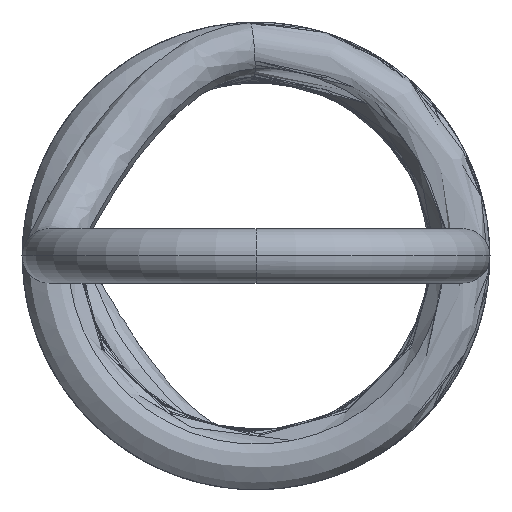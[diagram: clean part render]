
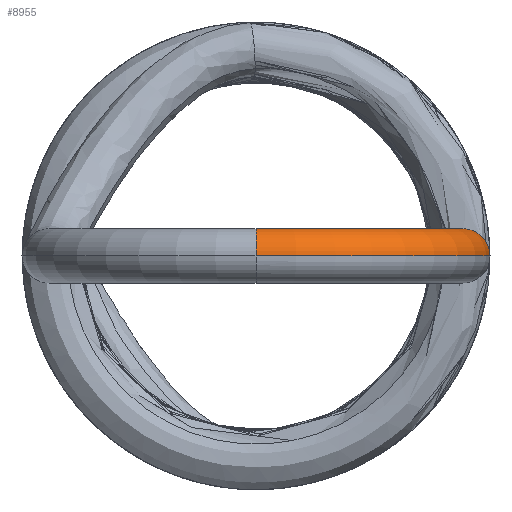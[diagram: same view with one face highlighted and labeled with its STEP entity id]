
A CAD part, left-side view. The second image highlights one B-rep face of the part: STEP entity #8955.
In plain terms, the highlighted toroidal (fillet/blend) face has major radius 2.807 mm and minor radius 0.368 mm.
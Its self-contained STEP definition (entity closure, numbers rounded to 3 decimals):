
#24 = CARTESIAN_POINT ( 'NONE',  ( -15.877, -0.051, 0.039 ) ) ;
#586 = CARTESIAN_POINT ( 'NONE',  ( -15.875, -0.051, 0. ) ) ;
#758 = VERTEX_POINT ( 'NONE', #586 ) ;
#1335 = ORIENTED_EDGE ( 'NONE', *, *, #8561, .F. ) ;
#1739 = VERTEX_POINT ( 'NONE', #24 ) ;
#2249 = AXIS2_PLACEMENT_3D ( 'NONE', #9213, #11637, #12949 ) ;
#2327 = CARTESIAN_POINT ( 'NONE',  ( -16.575, -0.049, 0.186 ) ) ;
#2693 = CIRCLE ( 'NONE', #3932, 0.368 ) ;
#2903 = VERTEX_POINT ( 'NONE', #7838 ) ;
#3481 = CARTESIAN_POINT ( 'NONE',  ( -16.17, -0.05, 0.373 ) ) ;
#3645 = CARTESIAN_POINT ( 'NONE',  ( -16.447, -0.049, 0.321 ) ) ;
#3840 = DIRECTION ( 'NONE',  ( 1., 0., 0. ) ) ;
#3932 = AXIS2_PLACEMENT_3D ( 'NONE', #14026, #5170, #13919 ) ;
#4886 = VERTEX_POINT ( 'NONE', #9523 ) ;
#5170 = DIRECTION ( 'NONE',  ( 0., 1., 0. ) ) ;
#5335 = DIRECTION ( 'NONE',  ( 0., 0., 1. ) ) ;
#5392 = EDGE_CURVE ( 'NONE', #1739, #8838, #7253, .T. ) ;
#5486 = ORIENTED_EDGE ( 'NONE', *, *, #12676, .T. ) ;
#6078 = EDGE_LOOP ( 'NONE', ( #12180, #8426, #5486, #9613, #1335 ) ) ;
#6242 = CARTESIAN_POINT ( 'NONE',  ( -15.877, -0.051, 0.039 ) ) ;
#7253 = B_SPLINE_CURVE_WITH_KNOTS ( 'NONE', 3,
 ( #6242, #14889, #11204, #7345, #3481, #8620, #3645, #2327, #12471, #13722 ),
 .UNSPECIFIED., .F., .F.,
 ( 4, 2, 2, 2, 4 ),
 ( 0., 0., 0.001, 0.001, 0.001 ),
 .UNSPECIFIED. ) ;
#7345 = CARTESIAN_POINT ( 'NONE',  ( -16.076, -0.05, 0.341 ) ) ;
#7627 = CIRCLE ( 'NONE', #2249, 2.438 ) ;
#7838 = CARTESIAN_POINT ( 'NONE',  ( -21.488, 0., 0. ) ) ;
#8426 = ORIENTED_EDGE ( 'NONE', *, *, #14676, .T. ) ;
#8561 = EDGE_CURVE ( 'NONE', #2903, #8838, #7627, .T. ) ;
#8620 = CARTESIAN_POINT ( 'NONE',  ( -16.356, -0.05, 0.363 ) ) ;
#8826 = TOROIDAL_SURFACE ( 'NONE', #12396, 2.807, 0.368 ) ;
#8838 = VERTEX_POINT ( 'NONE', #14158 ) ;
#8955 = ADVANCED_FACE ( 'NONE', ( #16303 ), #8826, .T. ) ;
#9213 = CARTESIAN_POINT ( 'NONE',  ( -19.05, 0., 0. ) ) ;
#9523 = CARTESIAN_POINT ( 'NONE',  ( -22.225, 0., 0. ) ) ;
#9613 = ORIENTED_EDGE ( 'NONE', *, *, #5392, .T. ) ;
#10707 = AXIS2_PLACEMENT_3D ( 'NONE', #15289, #5335, #3840 ) ;
#11204 = CARTESIAN_POINT ( 'NONE',  ( -15.934, -0.051, 0.22 ) ) ;
#11452 = CARTESIAN_POINT ( 'NONE',  ( -15.875, -0.051, 0. ) ) ;
#11503 = CARTESIAN_POINT ( 'NONE',  ( -15.876, -0.051, 0.019 ) ) ;
#11578 = DIRECTION ( 'NONE',  ( 1., 0., 0. ) ) ;
#11637 = DIRECTION ( 'NONE',  ( 0., 0., 1. ) ) ;
#12180 = ORIENTED_EDGE ( 'NONE', *, *, #13616, .F. ) ;
#12396 = AXIS2_PLACEMENT_3D ( 'NONE', #14209, #13062, #11578 ) ;
#12411 = B_SPLINE_CURVE_WITH_KNOTS ( 'NONE', 3,
 ( #11452, #15405, #11503, #12720, #15238 ),
 .UNSPECIFIED., .F., .F.,
 ( 4, 1, 4 ),
 ( 0., 0., 0. ),
 .UNSPECIFIED. ) ;
#12471 = CARTESIAN_POINT ( 'NONE',  ( -16.612, -0.049, 0.094 ) ) ;
#12676 = EDGE_CURVE ( 'NONE', #758, #1739, #12411, .T. ) ;
#12720 = CARTESIAN_POINT ( 'NONE',  ( -15.877, -0.051, 0.032 ) ) ;
#12949 = DIRECTION ( 'NONE',  ( 1., 0., 0. ) ) ;
#13062 = DIRECTION ( 'NONE',  ( 0., 0., 1. ) ) ;
#13616 = EDGE_CURVE ( 'NONE', #4886, #2903, #2693, .T. ) ;
#13722 = CARTESIAN_POINT ( 'NONE',  ( -16.612, -0.049, 0. ) ) ;
#13919 = DIRECTION ( 'NONE',  ( -1., 0., 0. ) ) ;
#14026 = CARTESIAN_POINT ( 'NONE',  ( -21.857, 0., 0. ) ) ;
#14158 = CARTESIAN_POINT ( 'NONE',  ( -16.612, -0.049, 0. ) ) ;
#14209 = CARTESIAN_POINT ( 'NONE',  ( -19.05, 0., 0. ) ) ;
#14676 = EDGE_CURVE ( 'NONE', #4886, #758, #15301, .T. ) ;
#14889 = CARTESIAN_POINT ( 'NONE',  ( -15.887, -0.051, 0.132 ) ) ;
#15238 = CARTESIAN_POINT ( 'NONE',  ( -15.877, -0.051, 0.039 ) ) ;
#15289 = CARTESIAN_POINT ( 'NONE',  ( -19.05, 0., 0. ) ) ;
#15301 = CIRCLE ( 'NONE', #10707, 3.175 ) ;
#15405 = CARTESIAN_POINT ( 'NONE',  ( -15.875, -0.051, 0.006 ) ) ;
#16303 = FACE_OUTER_BOUND ( 'NONE', #6078, .T. ) ;
